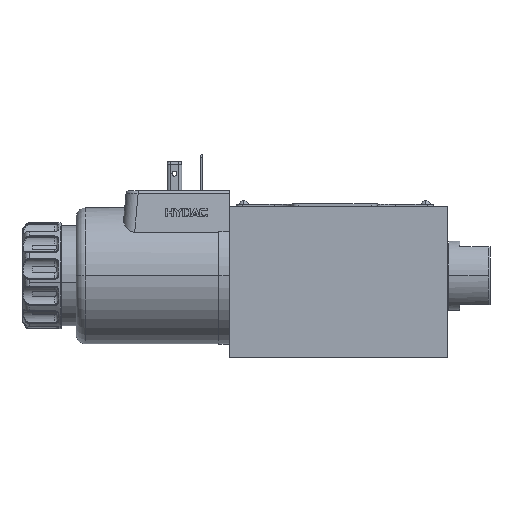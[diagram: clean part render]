
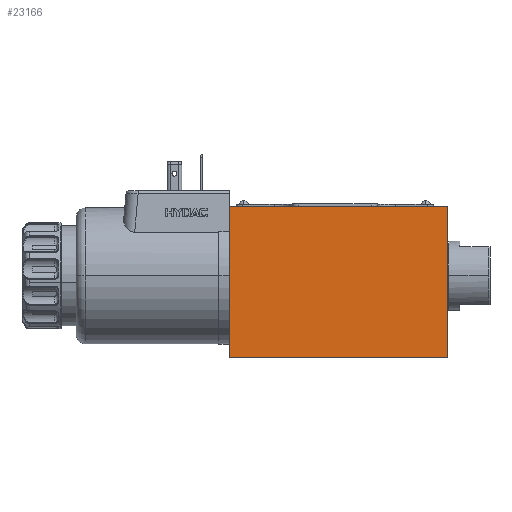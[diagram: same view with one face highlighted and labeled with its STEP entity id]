
A CAD part, top view. The second image highlights one B-rep face of the part: STEP entity #23166.
In plain terms, the highlighted planar face has unit normal (0, 0, 1).
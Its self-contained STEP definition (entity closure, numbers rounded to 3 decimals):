
#1109 = DIRECTION ( 'NONE',  ( -1., 0., 0. ) ) ;
#1363 = VECTOR ( 'NONE', #23831, 1000. ) ;
#1559 = VERTEX_POINT ( 'NONE', #20851 ) ;
#2849 = CARTESIAN_POINT ( 'NONE',  ( -36., 0., 23. ) ) ;
#4894 = CARTESIAN_POINT ( 'NONE',  ( -36., 0., 23. ) ) ;
#5139 = VERTEX_POINT ( 'NONE', #25831 ) ;
#5367 = DIRECTION ( 'NONE',  ( 1., 0., 0. ) ) ;
#5488 = EDGE_CURVE ( 'NONE', #5139, #23987, #31018, .T. ) ;
#5588 = CARTESIAN_POINT ( 'NONE',  ( 36., 49.85, 23. ) ) ;
#9296 = EDGE_CURVE ( 'NONE', #12133, #1559, #31475, .T. ) ;
#11172 = DIRECTION ( 'NONE',  ( 0., -1., 0. ) ) ;
#11920 = VECTOR ( 'NONE', #11172, 1000. ) ;
#12133 = VERTEX_POINT ( 'NONE', #5588 ) ;
#13641 = PLANE ( 'NONE',  #28488 ) ;
#14170 = ORIENTED_EDGE ( 'NONE', *, *, #31266, .T. ) ;
#15112 = CARTESIAN_POINT ( 'NONE',  ( -36., 49.85, 23. ) ) ;
#16330 = DIRECTION ( 'NONE',  ( 0., 0., -1. ) ) ;
#16397 = EDGE_LOOP ( 'NONE', ( #14170, #21313, #30903, #23054 ) ) ;
#16676 = VECTOR ( 'NONE', #17688, 1000. ) ;
#17549 = EDGE_CURVE ( 'NONE', #5139, #12133, #20868, .T. ) ;
#17688 = DIRECTION ( 'NONE',  ( 0., -1., 0. ) ) ;
#20851 = CARTESIAN_POINT ( 'NONE',  ( 36., 0., 23. ) ) ;
#20868 = LINE ( 'NONE', #23942, #1363 ) ;
#21263 = VECTOR ( 'NONE', #5367, 1000. ) ;
#21313 = ORIENTED_EDGE ( 'NONE', *, *, #9296, .F. ) ;
#23054 = ORIENTED_EDGE ( 'NONE', *, *, #5488, .T. ) ;
#23166 = ADVANCED_FACE ( 'NONE', ( #24498 ), #13641, .F. ) ;
#23831 = DIRECTION ( 'NONE',  ( 1., 0., 0. ) ) ;
#23942 = CARTESIAN_POINT ( 'NONE',  ( -36., 49.85, 23. ) ) ;
#23987 = VERTEX_POINT ( 'NONE', #4894 ) ;
#24498 = FACE_OUTER_BOUND ( 'NONE', #16397, .T. ) ;
#25831 = CARTESIAN_POINT ( 'NONE',  ( -36., 49.85, 23. ) ) ;
#26437 = CARTESIAN_POINT ( 'NONE',  ( 36., 49.85, 23. ) ) ;
#28061 = LINE ( 'NONE', #2849, #21263 ) ;
#28488 = AXIS2_PLACEMENT_3D ( 'NONE', #31555, #16330, #1109 ) ;
#30903 = ORIENTED_EDGE ( 'NONE', *, *, #17549, .F. ) ;
#31018 = LINE ( 'NONE', #15112, #16676 ) ;
#31266 = EDGE_CURVE ( 'NONE', #23987, #1559, #28061, .T. ) ;
#31475 = LINE ( 'NONE', #26437, #11920 ) ;
#31555 = CARTESIAN_POINT ( 'NONE',  ( -36., 49.85, 23. ) ) ;
